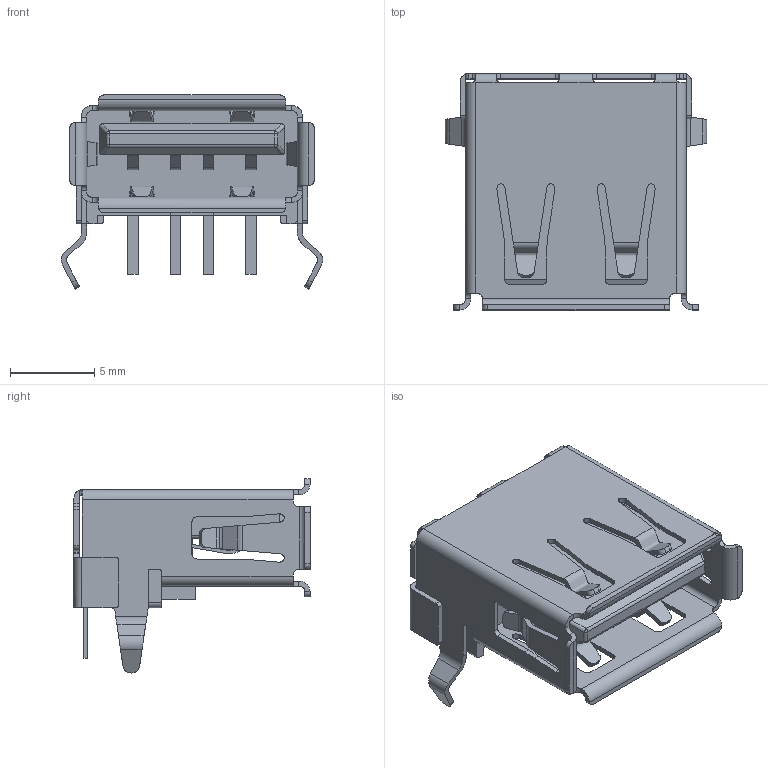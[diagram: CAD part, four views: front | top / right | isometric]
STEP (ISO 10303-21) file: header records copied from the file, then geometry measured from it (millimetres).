
FILE_DESCRIPTION (( 'STEP AP214' ), '1' );
FILE_NAME ('AF-90-WJDG.STEP', '2024-03-21T12:05:34', ( '' ), ( '' ), 'SwSTEP 2.0', 'SolidWorks 2022', '' );
FILE_SCHEMA (( 'AUTOMOTIVE_DESIGN' ));
Length unit declared in the file: millimetre
Products named in the file (1): AF-90-WJDG
Bounding box: 15.5 x 14 x 11.51 mm (x, y, z)
Surface area: 1720.9 mm2 (no closed solid volume)
Topology: 0 solids, 4 shells, 474 faces, 1411 edges, 936 vertices
Faces by surface type: plane 247, cylinder 211, bspline 16
Entity records: 23118 total; most frequent: CARTESIAN_POINT 5694, ORIENTED_EDGE 2818, DIRECTION 2210, EDGE_CURVE 1411, VERTEX_POINT 936, LINE 922, VECTOR 922, AXIS2_PLACEMENT_3D 644
